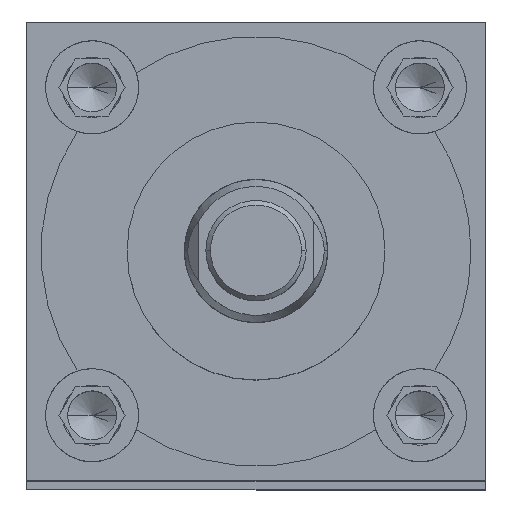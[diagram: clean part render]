
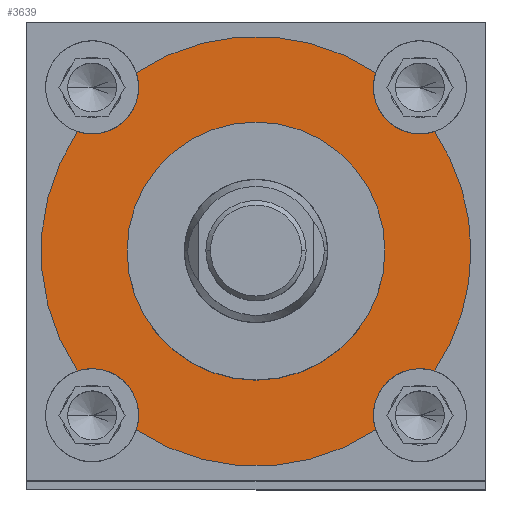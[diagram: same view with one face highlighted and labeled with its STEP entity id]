
A CAD part, top view. The second image highlights one B-rep face of the part: STEP entity #3639.
In plain terms, the highlighted planar face has unit normal (0, 0, 1).
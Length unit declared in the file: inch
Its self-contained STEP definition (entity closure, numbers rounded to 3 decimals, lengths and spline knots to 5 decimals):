
#1 = DIRECTION ( 'NONE',  ( 1., 0., 0. ) ) ;
#22 = EDGE_CURVE ( 'NONE', #5339, #297, #5946, .T. ) ;
#120 = CARTESIAN_POINT ( 'NONE',  ( -0.715, 0.715, 23.62 ) ) ;
#143 = AXIS2_PLACEMENT_3D ( 'NONE', #6927, #273, #5901 ) ;
#204 = ORIENTED_EDGE ( 'NONE', *, *, #4736, .F. ) ;
#228 = CARTESIAN_POINT ( 'NONE',  ( 0., 0., 23.62 ) ) ;
#239 = CARTESIAN_POINT ( 'NONE',  ( 0.9375, 0., 23.62 ) ) ;
#273 = DIRECTION ( 'NONE',  ( 0., 0., 1. ) ) ;
#289 = AXIS2_PLACEMENT_3D ( 'NONE', #4343, #6712, #463 ) ;
#297 = VERTEX_POINT ( 'NONE', #4707 ) ;
#318 = CARTESIAN_POINT ( 'NONE',  ( -0.77859, 0.52222, 23.62 ) ) ;
#336 = VERTEX_POINT ( 'NONE', #3222 ) ;
#457 = VERTEX_POINT ( 'NONE', #5391 ) ;
#463 = DIRECTION ( 'NONE',  ( 1., 0., 0. ) ) ;
#530 = DIRECTION ( 'NONE',  ( 1., 0., 0. ) ) ;
#578 = FACE_OUTER_BOUND ( 'NONE', #3153, .T. ) ;
#737 = ORIENTED_EDGE ( 'NONE', *, *, #2244, .F. ) ;
#748 = DIRECTION ( 'NONE',  ( 0., 0., 1. ) ) ;
#867 = CIRCLE ( 'NONE', #289, 0.9375 ) ;
#868 = DIRECTION ( 'NONE',  ( 0., 0., 1. ) ) ;
#901 = DIRECTION ( 'NONE',  ( 1., 0., 0. ) ) ;
#933 = VERTEX_POINT ( 'NONE', #3824 ) ;
#989 = CIRCLE ( 'NONE', #5972, 0.5625 ) ;
#991 = CARTESIAN_POINT ( 'NONE',  ( 0.512, -0.715, 23.62 ) ) ;
#1016 = ORIENTED_EDGE ( 'NONE', *, *, #5500, .T. ) ;
#1084 = ORIENTED_EDGE ( 'NONE', *, *, #1844, .T. ) ;
#1089 = CIRCLE ( 'NONE', #2159, 0.203 ) ;
#1277 = VERTEX_POINT ( 'NONE', #3520 ) ;
#1434 = AXIS2_PLACEMENT_3D ( 'NONE', #4273, #868, #3128 ) ;
#1463 = EDGE_CURVE ( 'NONE', #457, #5257, #989, .T. ) ;
#1489 = AXIS2_PLACEMENT_3D ( 'NONE', #120, #748, #4593 ) ;
#1613 = DIRECTION ( 'NONE',  ( 0., 0., 1. ) ) ;
#1717 = ORIENTED_EDGE ( 'NONE', *, *, #5380, .F. ) ;
#1731 = AXIS2_PLACEMENT_3D ( 'NONE', #2812, #6192, #530 ) ;
#1810 = CARTESIAN_POINT ( 'NONE',  ( 0.52222, 0.77859, 23.62 ) ) ;
#1811 = CIRCLE ( 'NONE', #5130, 0.9375 ) ;
#1844 = EDGE_CURVE ( 'NONE', #5414, #5628, #6446, .T. ) ;
#1916 = DIRECTION ( 'NONE',  ( 1., 0., 0. ) ) ;
#2014 = CARTESIAN_POINT ( 'NONE',  ( -0.52222, 0.77859, 23.62 ) ) ;
#2101 = CARTESIAN_POINT ( 'NONE',  ( 0.715, 0.715, 23.62 ) ) ;
#2159 = AXIS2_PLACEMENT_3D ( 'NONE', #6532, #3719, #901 ) ;
#2178 = CARTESIAN_POINT ( 'NONE',  ( -0.52222, -0.77859, 23.62 ) ) ;
#2217 = CARTESIAN_POINT ( 'NONE',  ( 0., 0., 23.62 ) ) ;
#2237 = ORIENTED_EDGE ( 'NONE', *, *, #6690, .F. ) ;
#2244 = EDGE_CURVE ( 'NONE', #5257, #457, #6066, .T. ) ;
#2254 = EDGE_CURVE ( 'NONE', #5658, #1277, #1089, .T. ) ;
#2268 = PLANE ( 'NONE',  #5432 ) ;
#2421 = AXIS2_PLACEMENT_3D ( 'NONE', #2217, #5042, #1 ) ;
#2453 = VERTEX_POINT ( 'NONE', #2178 ) ;
#2473 = DIRECTION ( 'NONE',  ( 1., 0., 0. ) ) ;
#2497 = CIRCLE ( 'NONE', #143, 0.203 ) ;
#2564 = CIRCLE ( 'NONE', #1489, 0.203 ) ;
#2580 = DIRECTION ( 'NONE',  ( 0., 0., 1. ) ) ;
#2661 = DIRECTION ( 'NONE',  ( 0., 0., 1. ) ) ;
#2689 = ORIENTED_EDGE ( 'NONE', *, *, #2254, .F. ) ;
#2706 = ORIENTED_EDGE ( 'NONE', *, *, #22, .F. ) ;
#2745 = CARTESIAN_POINT ( 'NONE',  ( -0.512, 0.715, 23.62 ) ) ;
#2766 = EDGE_CURVE ( 'NONE', #4976, #297, #5621, .T. ) ;
#2812 = CARTESIAN_POINT ( 'NONE',  ( -0.715, -0.715, 23.62 ) ) ;
#2817 = FACE_BOUND ( 'NONE', #6839, .T. ) ;
#2823 = ORIENTED_EDGE ( 'NONE', *, *, #4161, .F. ) ;
#2832 = VERTEX_POINT ( 'NONE', #2014 ) ;
#2851 = DIRECTION ( 'NONE',  ( 0., 0., 1. ) ) ;
#3116 = CARTESIAN_POINT ( 'NONE',  ( -0.715, 0.715, 23.62 ) ) ;
#3128 = DIRECTION ( 'NONE',  ( 1., 0., 0. ) ) ;
#3138 = ORIENTED_EDGE ( 'NONE', *, *, #2766, .T. ) ;
#3153 = EDGE_LOOP ( 'NONE', ( #2823, #1084, #1016, #5732, #2689, #4057, #3392, #1717, #3138, #2706, #2237, #4060, #204 ) ) ;
#3221 = CIRCLE ( 'NONE', #6657, 0.203 ) ;
#3222 = CARTESIAN_POINT ( 'NONE',  ( 0.52222, -0.77859, 23.62 ) ) ;
#3226 = AXIS2_PLACEMENT_3D ( 'NONE', #3116, #6523, #6553 ) ;
#3234 = AXIS2_PLACEMENT_3D ( 'NONE', #3621, #2580, #1916 ) ;
#3298 = CARTESIAN_POINT ( 'NONE',  ( -0.715, -0.715, 23.62 ) ) ;
#3330 = EDGE_CURVE ( 'NONE', #2453, #336, #867, .T. ) ;
#3338 = DIRECTION ( 'NONE',  ( 1., 0., 0. ) ) ;
#3392 = ORIENTED_EDGE ( 'NONE', *, *, #6951, .F. ) ;
#3447 = CARTESIAN_POINT ( 'NONE',  ( 0.715, -0.715, 23.62 ) ) ;
#3520 = CARTESIAN_POINT ( 'NONE',  ( 0.512, 0.715, 23.62 ) ) ;
#3523 = CARTESIAN_POINT ( 'NONE',  ( -0.512, -0.715, 23.62 ) ) ;
#3586 = AXIS2_PLACEMENT_3D ( 'NONE', #3298, #4568, #6786 ) ;
#3618 = DIRECTION ( 'NONE',  ( 0., 0., 1. ) ) ;
#3621 = CARTESIAN_POINT ( 'NONE',  ( 0., 0., 23.62 ) ) ;
#3639 = ADVANCED_FACE ( 'NONE', ( #578, #2817 ), #2268, .T. ) ;
#3700 = CARTESIAN_POINT ( 'NONE',  ( 0., 0., 23.62 ) ) ;
#3719 = DIRECTION ( 'NONE',  ( 0., 0., 1. ) ) ;
#3824 = CARTESIAN_POINT ( 'NONE',  ( 0.77859, 0.52222, 23.62 ) ) ;
#3854 = DIRECTION ( 'NONE',  ( 1., 0., 0. ) ) ;
#3948 = DIRECTION ( 'NONE',  ( 0., 0., 1. ) ) ;
#4057 = ORIENTED_EDGE ( 'NONE', *, *, #6001, .T. ) ;
#4060 = ORIENTED_EDGE ( 'NONE', *, *, #3330, .T. ) ;
#4113 = CIRCLE ( 'NONE', #1731, 0.203 ) ;
#4161 = EDGE_CURVE ( 'NONE', #5414, #5474, #2497, .T. ) ;
#4273 = CARTESIAN_POINT ( 'NONE',  ( 0., 0., 23.62 ) ) ;
#4334 = CARTESIAN_POINT ( 'NONE',  ( 0.77859, -0.52222, 23.62 ) ) ;
#4343 = CARTESIAN_POINT ( 'NONE',  ( 0., 0., 23.62 ) ) ;
#4397 = CARTESIAN_POINT ( 'NONE',  ( 0., 0., 23.62 ) ) ;
#4568 = DIRECTION ( 'NONE',  ( 0., 0., 1. ) ) ;
#4593 = DIRECTION ( 'NONE',  ( 1., 0., 0. ) ) ;
#4707 = CARTESIAN_POINT ( 'NONE',  ( -0.77859, -0.52222, 23.62 ) ) ;
#4736 = EDGE_CURVE ( 'NONE', #5474, #336, #7090, .T. ) ;
#4792 = DIRECTION ( 'NONE',  ( 1., 0., 0. ) ) ;
#4973 = AXIS2_PLACEMENT_3D ( 'NONE', #3447, #3948, #3338 ) ;
#4976 = VERTEX_POINT ( 'NONE', #318 ) ;
#5042 = DIRECTION ( 'NONE',  ( 0., 0., 1. ) ) ;
#5130 = AXIS2_PLACEMENT_3D ( 'NONE', #4397, #2661, #5664 ) ;
#5257 = VERTEX_POINT ( 'NONE', #6931 ) ;
#5339 = VERTEX_POINT ( 'NONE', #3523 ) ;
#5380 = EDGE_CURVE ( 'NONE', #4976, #6413, #6436, .T. ) ;
#5391 = CARTESIAN_POINT ( 'NONE',  ( -0.5625, 0., 23.62 ) ) ;
#5414 = VERTEX_POINT ( 'NONE', #4334 ) ;
#5432 = AXIS2_PLACEMENT_3D ( 'NONE', #6780, #2851, #4792 ) ;
#5474 = VERTEX_POINT ( 'NONE', #991 ) ;
#5500 = EDGE_CURVE ( 'NONE', #5628, #933, #6664, .T. ) ;
#5531 = ORIENTED_EDGE ( 'NONE', *, *, #1463, .F. ) ;
#5621 = CIRCLE ( 'NONE', #6216, 0.9375 ) ;
#5627 = DIRECTION ( 'NONE',  ( 1., 0., 0. ) ) ;
#5628 = VERTEX_POINT ( 'NONE', #239 ) ;
#5658 = VERTEX_POINT ( 'NONE', #1810 ) ;
#5664 = DIRECTION ( 'NONE',  ( 1., 0., 0. ) ) ;
#5732 = ORIENTED_EDGE ( 'NONE', *, *, #5960, .F. ) ;
#5901 = DIRECTION ( 'NONE',  ( 1., 0., 0. ) ) ;
#5946 = CIRCLE ( 'NONE', #3586, 0.203 ) ;
#5960 = EDGE_CURVE ( 'NONE', #1277, #933, #3221, .T. ) ;
#5972 = AXIS2_PLACEMENT_3D ( 'NONE', #3700, #7282, #5627 ) ;
#6001 = EDGE_CURVE ( 'NONE', #5658, #2832, #1811, .T. ) ;
#6066 = CIRCLE ( 'NONE', #1434, 0.5625 ) ;
#6192 = DIRECTION ( 'NONE',  ( 0., 0., 1. ) ) ;
#6216 = AXIS2_PLACEMENT_3D ( 'NONE', #228, #3618, #2473 ) ;
#6413 = VERTEX_POINT ( 'NONE', #2745 ) ;
#6436 = CIRCLE ( 'NONE', #3226, 0.203 ) ;
#6446 = CIRCLE ( 'NONE', #3234, 0.9375 ) ;
#6523 = DIRECTION ( 'NONE',  ( 0., 0., 1. ) ) ;
#6532 = CARTESIAN_POINT ( 'NONE',  ( 0.715, 0.715, 23.62 ) ) ;
#6553 = DIRECTION ( 'NONE',  ( 1., 0., 0. ) ) ;
#6657 = AXIS2_PLACEMENT_3D ( 'NONE', #2101, #1613, #3854 ) ;
#6664 = CIRCLE ( 'NONE', #2421, 0.9375 ) ;
#6690 = EDGE_CURVE ( 'NONE', #2453, #5339, #4113, .T. ) ;
#6712 = DIRECTION ( 'NONE',  ( 0., 0., 1. ) ) ;
#6780 = CARTESIAN_POINT ( 'NONE',  ( 0., 0., 23.62 ) ) ;
#6786 = DIRECTION ( 'NONE',  ( 1., 0., 0. ) ) ;
#6839 = EDGE_LOOP ( 'NONE', ( #5531, #737 ) ) ;
#6927 = CARTESIAN_POINT ( 'NONE',  ( 0.715, -0.715, 23.62 ) ) ;
#6931 = CARTESIAN_POINT ( 'NONE',  ( 0.5625, 0., 23.62 ) ) ;
#6951 = EDGE_CURVE ( 'NONE', #6413, #2832, #2564, .T. ) ;
#7090 = CIRCLE ( 'NONE', #4973, 0.203 ) ;
#7282 = DIRECTION ( 'NONE',  ( 0., 0., 1. ) ) ;
